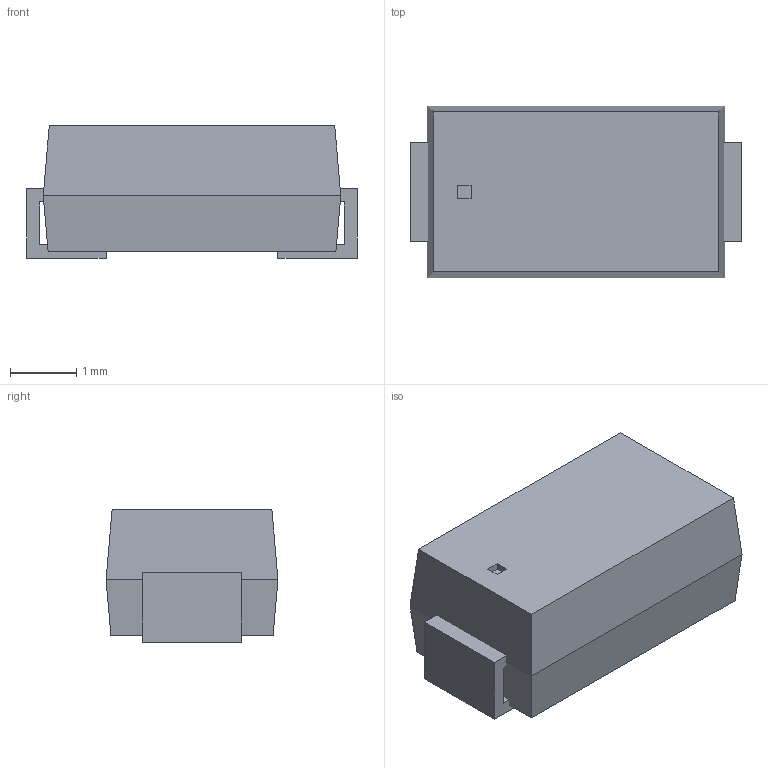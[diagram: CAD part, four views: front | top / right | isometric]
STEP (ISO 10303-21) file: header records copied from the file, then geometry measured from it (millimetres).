
FILE_DESCRIPTION(('CATIA V5 STEP Exchange'),'2;1');
FILE_NAME('D-DO214AC-0002-00019.stp','2009-01-30T18:37:30+00:00',('none'),('none'),'CATIA Version 5 Release 16 (IN-10)','CATIA V5 STEP AP214','none');
FILE_SCHEMA(('AUTOMOTIVE_DESIGN { 1 0 10303 214 1 1 1 1 }'));
Length unit declared in the file: millimetre
Products named in the file (1): D-DO214AC-0002-00019
Bounding box: 5 x 2.6 x 2 mm (x, y, z)
Volume: 23 mm3; surface area: 70.7 mm2
Topology: 3 solids, 3 shells, 35 faces, 80 edges, 53 vertices
Faces by surface type: plane 35
Entity records: 996 total; most frequent: CARTESIAN_POINT 177, ORIENTED_EDGE 160, DIRECTION 142, EDGE_CURVE 80, VECTOR 72, LINE 72, VERTEX_POINT 52, AXIS2_PLACEMENT_3D 36
